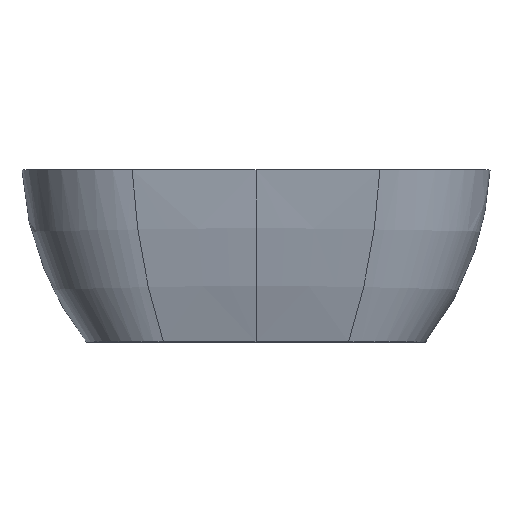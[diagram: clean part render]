
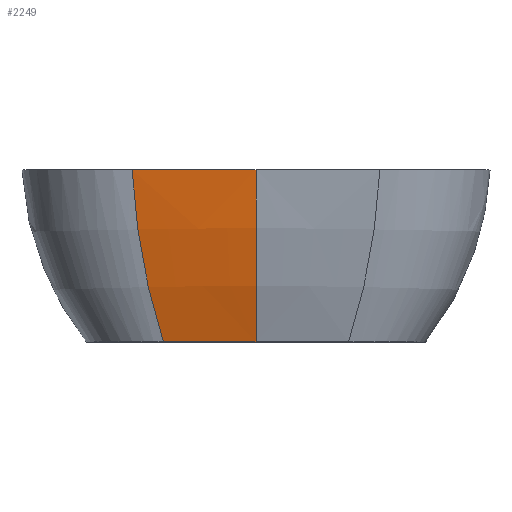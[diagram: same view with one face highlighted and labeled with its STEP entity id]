
A CAD part, top view. The second image highlights one B-rep face of the part: STEP entity #2249.
In plain terms, the highlighted free-form (B-spline) face has degree [3, 3] with [7, 4] control points.
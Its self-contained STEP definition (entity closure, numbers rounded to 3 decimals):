
#138 = CARTESIAN_POINT ( 'NONE',  ( -323.656, -224.002, 380.882 ) ) ;
#161 = ORIENTED_EDGE ( 'NONE', *, *, #6256, .F. ) ;
#537 = CARTESIAN_POINT ( 'NONE',  ( 0., -645., 270. ) ) ;
#561 = CARTESIAN_POINT ( 'NONE',  ( -437.811, -226.454, 375.999 ) ) ;
#628 = CARTESIAN_POINT ( 'NONE',  ( 0., 0., 400. ) ) ;
#634 = VERTEX_POINT ( 'NONE', #3346 ) ;
#727 = CARTESIAN_POINT ( 'NONE',  ( -112.193, -625., 276.994 ) ) ;
#857 = EDGE_LOOP ( 'NONE', ( #6316, #1090, #6155, #161 ) ) ;
#882 = CARTESIAN_POINT ( 'NONE',  ( 0., -625., 277.091 ) ) ;
#921 = LINE ( 'NONE', #3336, #2585 ) ;
#1043 = CARTESIAN_POINT ( 'NONE',  ( -37.5, 0., 400. ) ) ;
#1061 = CARTESIAN_POINT ( 'NONE',  ( -223.567, 0., 400. ) ) ;
#1090 = ORIENTED_EDGE ( 'NONE', *, *, #4861, .T. ) ;
#1227 = CARTESIAN_POINT ( 'NONE',  ( -56.097, -625., 277.091 ) ) ;
#1349 = CARTESIAN_POINT ( 'NONE',  ( -398.902, -432.363, 335.287 ) ) ;
#1585 = CARTESIAN_POINT ( 'NONE',  ( 0., -220.197, 388.46 ) ) ;
#1606 = CARTESIAN_POINT ( 'NONE',  ( -399.538, -225.619, 377.662 ) ) ;
#1628 = CARTESIAN_POINT ( 'NONE',  ( -166.07, -645., 270. ) ) ;
#1670 = CARTESIAN_POINT ( 'NONE',  ( -224.386, -625., 276.683 ) ) ;
#1727 = VERTEX_POINT ( 'NONE', #5125 ) ;
#1738 = DIRECTION ( 'NONE',  ( 1., 0., 0. ) ) ;
#1773 = CARTESIAN_POINT ( 'NONE',  ( -450., 0., 400. ) ) ;
#2048 = CARTESIAN_POINT ( 'NONE',  ( -361.936, -445.901, 334.018 ) ) ;
#2113 = CARTESIAN_POINT ( 'NONE',  ( -450., 0., 400. ) ) ;
#2249 = ADVANCED_FACE ( 'NONE', ( #5979 ), #5332, .T. ) ;
#2301 = CARTESIAN_POINT ( 'NONE',  ( 0., 0., 400. ) ) ;
#2340 = CARTESIAN_POINT ( 'NONE',  ( -336.578, -625., 276.219 ) ) ;
#2562 = CARTESIAN_POINT ( 'NONE',  ( -330., -645., 270. ) ) ;
#2585 = VECTOR ( 'NONE', #1738, 1000. ) ;
#2632 = CARTESIAN_POINT ( 'NONE',  ( -112.058, 0., 400. ) ) ;
#2734 = CARTESIAN_POINT ( 'NONE',  ( -336.578, -625., 276.219 ) ) ;
#2842 = VERTEX_POINT ( 'NONE', #2340 ) ;
#2847 = EDGE_CURVE ( 'NONE', #634, #4788, #5030, .T. ) ;
#3137 = CARTESIAN_POINT ( 'NONE',  ( -411.589, 0., 400. ) ) ;
#3336 = CARTESIAN_POINT ( 'NONE',  ( -450., 0., 400. ) ) ;
#3346 = CARTESIAN_POINT ( 'NONE',  ( 0., 0., 400. ) ) ;
#3363 = CARTESIAN_POINT ( 'NONE',  ( 0., -423.576, 347.435 ) ) ;
#3624 = CARTESIAN_POINT ( 'NONE',  ( -293.665, -443.403, 337.192 ) ) ;
#3690 = B_SPLINE_CURVE_WITH_KNOTS ( 'NONE', 3,
 ( #2734, #4689, #1670, #727, #1227, #5732 ),
 .UNSPECIFIED., .F., .F.,
 ( 4, 2, 4 ),
 ( 0., 0.168, 0.337 ),
 .UNSPECIFIED. ) ;
#3789 = CARTESIAN_POINT ( 'NONE',  ( -438.221, -218.851, 376.804 ) ) ;
#4067 = CARTESIAN_POINT ( 'NONE',  ( -30.833, -437.524, 344.658 ) ) ;
#4127 = CARTESIAN_POINT ( 'NONE',  ( -94.094, -438.088, 343.942 ) ) ;
#4203 = B_SPLINE_CURVE_WITH_KNOTS ( 'NONE', 3,
 ( #1773, #3789, #1349, #4335 ),
 .UNSPECIFIED., .F., .F.,
 ( 4, 4 ),
 ( 0., 0.966 ),
 .UNSPECIFIED. ) ;
#4335 = CARTESIAN_POINT ( 'NONE',  ( -336.578, -625., 276.219 ) ) ;
#4353 = CARTESIAN_POINT ( 'NONE',  ( 0., -213.132, 388.83 ) ) ;
#4566 = CARTESIAN_POINT ( 'NONE',  ( -34.167, -220.197, 388.46 ) ) ;
#4628 = CARTESIAN_POINT ( 'NONE',  ( -248.8, -645., 270. ) ) ;
#4689 = CARTESIAN_POINT ( 'NONE',  ( -280.482, -625., 276.466 ) ) ;
#4788 = VERTEX_POINT ( 'NONE', #5398 ) ;
#4861 = EDGE_CURVE ( 'NONE', #2842, #4788, #3690, .T. ) ;
#5030 = B_SPLINE_CURVE_WITH_KNOTS ( 'NONE', 3,
 ( #2301, #4353, #3363, #882 ),
 .UNSPECIFIED., .F., .F.,
 ( 4, 4 ),
 ( 0., 0.968 ),
 .UNSPECIFIED. ) ;
#5068 = CARTESIAN_POINT ( 'NONE',  ( -212.276, -221.969, 384.932 ) ) ;
#5112 = CARTESIAN_POINT ( 'NONE',  ( -82.828, -645., 270. ) ) ;
#5125 = CARTESIAN_POINT ( 'NONE',  ( -450., 0., 400. ) ) ;
#5137 = CARTESIAN_POINT ( 'NONE',  ( -103.935, -220.562, 387.734 ) ) ;
#5167 = EDGE_CURVE ( 'NONE', #1727, #2842, #4203, .T. ) ;
#5332 = B_SPLINE_SURFACE_WITH_KNOTS ( 'NONE', 3, 3, ( 
 ( #628, #1585, #6112, #537 ),
 ( #1043, #4566, #4067, #5610 ),
 ( #2632, #5137, #4127, #5112 ),
 ( #1061, #5068, #6177, #1628 ),
 ( #5671, #138, #3624, #4628 ),
 ( #3137, #1606, #2048, #5628 ),
 ( #2113, #561, #6156, #2562 ) ),
 .UNSPECIFIED., .F., .F., .F.,
 ( 4, 1, 1, 1, 4 ),
 ( 4, 4 ),
 ( 0., 0.25, 0.5, 0.75, 1. ),
 ( 0., 1. ),
 .UNSPECIFIED. ) ;
#5398 = CARTESIAN_POINT ( 'NONE',  ( 0., -625., 277.091 ) ) ;
#5610 = CARTESIAN_POINT ( 'NONE',  ( -27.5, -645., 270. ) ) ;
#5628 = CARTESIAN_POINT ( 'NONE',  ( -303.137, -645., 270. ) ) ;
#5671 = CARTESIAN_POINT ( 'NONE',  ( -335.716, 0., 400. ) ) ;
#5732 = CARTESIAN_POINT ( 'NONE',  ( 0., -625., 277.091 ) ) ;
#5979 = FACE_OUTER_BOUND ( 'NONE', #857, .T. ) ;
#6112 = CARTESIAN_POINT ( 'NONE',  ( 0., -437.524, 344.658 ) ) ;
#6155 = ORIENTED_EDGE ( 'NONE', *, *, #2847, .F. ) ;
#6156 = CARTESIAN_POINT ( 'NONE',  ( -396.136, -447.191, 332.38 ) ) ;
#6177 = CARTESIAN_POINT ( 'NONE',  ( -192.636, -440.261, 341.181 ) ) ;
#6256 = EDGE_CURVE ( 'NONE', #1727, #634, #921, .T. ) ;
#6316 = ORIENTED_EDGE ( 'NONE', *, *, #5167, .T. ) ;
